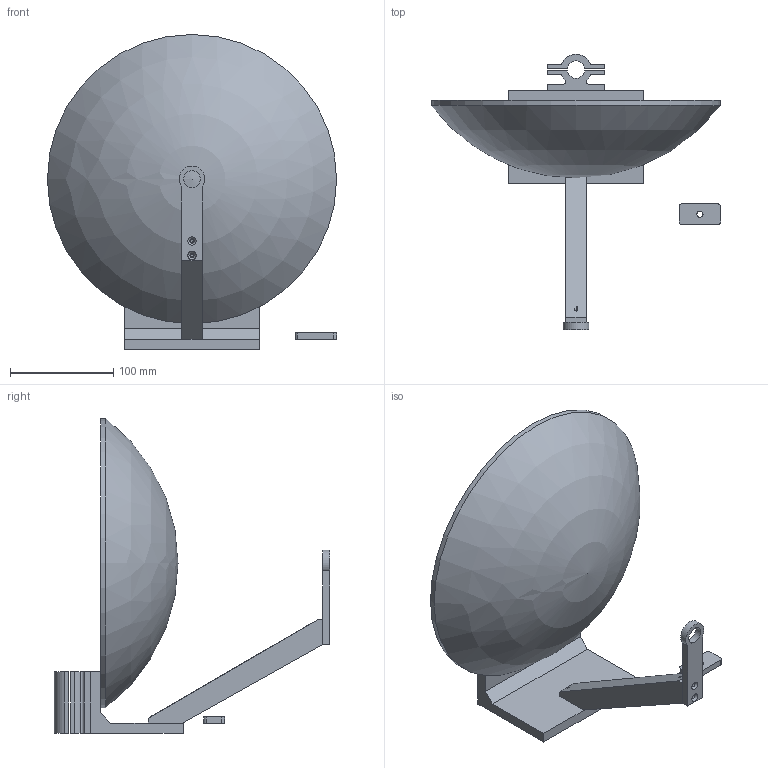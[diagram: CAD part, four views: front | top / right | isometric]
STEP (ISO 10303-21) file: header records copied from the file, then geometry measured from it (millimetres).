
FILE_DESCRIPTION(/* description */ (''),/* implementation_level */ '2;1');
FILE_NAME(/* name */ 'f4bc1f5b-3689-4bc0-a50f-e0f24ebf41e3.stp',/* time_stamp */ '2023-03-19T10:52:48Z',/* author */ (''),/* organization */ (''),/* preprocessor_version */ 'ST-DEVELOPER v19.2',/* originating_system */ 'Autodesk Translation Framework v12.4.0.73',/* authorisation */ '');
FILE_SCHEMA (('AUTOMOTIVE_DESIGN { 1 0 10303 214 3 1 1 }'));
Length unit declared in the file: millimetre
Products named in the file (1): dome
Bounding box: 280 x 266.95 x 305 mm (x, y, z)
Volume: 2983838.6 mm3; surface area: 232843.9 mm2
Topology: 7 solids, 7 shells, 102 faces, 248 edges, 163 vertices
Faces by surface type: plane 56, cylinder 39, cone 6, sphere 1
Full cylindrical faces by diameter (mm): 2.8 x5, 4 x6, 4.5 x12, 6 x1, 16.3 x1, 280 x1
Entity records: 3118 total; most frequent: DIRECTION 538, CARTESIAN_POINT 513, ORIENTED_EDGE 494, EDGE_CURVE 247, AXIS2_PLACEMENT_3D 188, VERTEX_POINT 163, LINE 162, VECTOR 162
